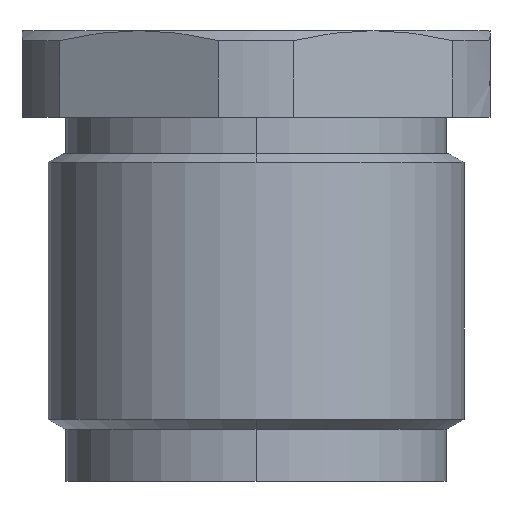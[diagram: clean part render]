
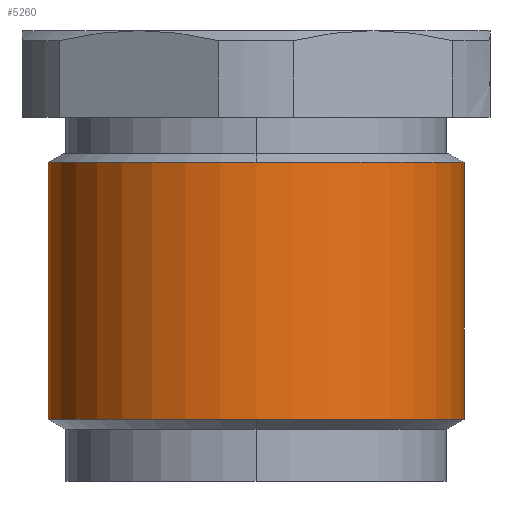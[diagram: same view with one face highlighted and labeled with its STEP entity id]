
A CAD part, left-side view. The second image highlights one B-rep face of the part: STEP entity #5260.
In plain terms, the highlighted cylindrical face has radius 12 mm (diameter 24 mm), a partial arc.
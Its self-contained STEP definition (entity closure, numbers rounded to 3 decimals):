
#630=CARTESIAN_POINT('',(52.,48.,18.4));
#640=DIRECTION('',(0.,0.,1.));
#650=DIRECTION('',(1.,0.,0.));
#660=AXIS2_PLACEMENT_3D('',#630,#640,#650);
#670=CIRCLE('',#660,12.);
#700=CARTESIAN_POINT('',(52.,60.,18.4));
#710=VERTEX_POINT('',#700);
#740=CARTESIAN_POINT('',(52.,60.,19.75));
#750=DIRECTION('',(0.,0.,1.));
#760=VECTOR('',#750,1.);
#770=LINE('',#740,#760);
#780=CARTESIAN_POINT('',(52.,60.,3.577));
#790=VERTEX_POINT('',#780);
#800=EDGE_CURVE('',#790,#710,#770,.T.);
#820=CARTESIAN_POINT('',(52.,48.,3.577));
#830=DIRECTION('',(0.,0.,1.));
#840=DIRECTION('',(1.,0.,0.));
#850=AXIS2_PLACEMENT_3D('',#820,#830,#840);
#860=CIRCLE('',#850,12.);
#910=CARTESIAN_POINT('',(52.,36.,3.577));
#920=VERTEX_POINT('',#910);
#950=CARTESIAN_POINT('',(52.,36.,19.75));
#960=DIRECTION('',(0.,0.,1.));
#970=VECTOR('',#960,1.);
#980=LINE('',#950,#970);
#990=CARTESIAN_POINT('',(52.,36.,18.4));
#1000=VERTEX_POINT('',#990);
#1010=EDGE_CURVE('',#920,#1000,#980,.T.);
#1130=CARTESIAN_POINT('',(40.,48.,18.4));
#1140=VERTEX_POINT('',#1130);
#1150=EDGE_CURVE('',#1140,#1000,#670,.T.);
#2490=CARTESIAN_POINT('',(40.,48.,3.577));
#2500=VERTEX_POINT('',#2490);
#2530=EDGE_CURVE('',#2500,#920,#860,.T.);
#5110=CARTESIAN_POINT('',(52.,48.,19.75));
#5120=DIRECTION('',(0.,0.,1.));
#5130=DIRECTION('',(0.,1.,0.));
#5140=AXIS2_PLACEMENT_3D('',#5110,#5120,#5130);
#5150=CYLINDRICAL_SURFACE('',#5140,12.);
#5160=ORIENTED_EDGE('',*,*,#800,.F.);
#5170=EDGE_CURVE('',#710,#1140,#670,.T.);
#5180=ORIENTED_EDGE('',*,*,#5170,.F.);
#5190=ORIENTED_EDGE('',*,*,#1150,.F.);
#5200=ORIENTED_EDGE('',*,*,#1010,.T.);
#5210=ORIENTED_EDGE('',*,*,#2530,.T.);
#5220=EDGE_CURVE('',#790,#2500,#860,.T.);
#5230=ORIENTED_EDGE('',*,*,#5220,.T.);
#5240=EDGE_LOOP('',(#5230,#5210,#5200,#5190,#5180,#5160));
#5250=FACE_OUTER_BOUND('',#5240,.T.);
#5260=ADVANCED_FACE('',(#5250),#5150,.T.);
